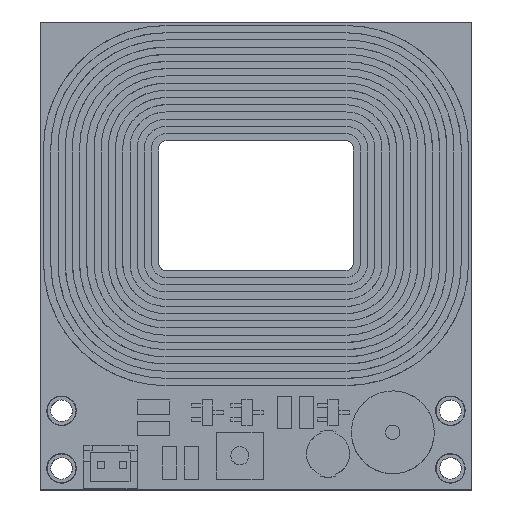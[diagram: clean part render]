
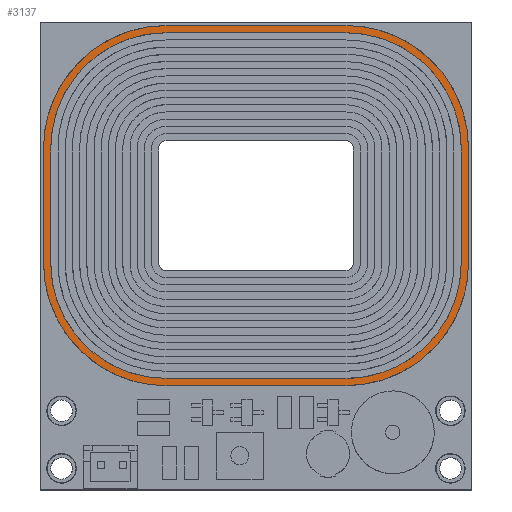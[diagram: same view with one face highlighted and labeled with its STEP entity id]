
A CAD part, top view. The second image highlights one B-rep face of the part: STEP entity #3137.
In plain terms, the highlighted free-form (B-spline) face has degree [1, 1] with [2, 2] control points.
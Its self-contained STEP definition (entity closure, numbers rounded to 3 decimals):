
#2310 = VERTEX_POINT('',#2311);
#2311 = CARTESIAN_POINT('',(24.142,21.383,
    2.207));
#2316 = EDGE_CURVE('',#2310,#2317,#2319,.T.);
#2317 = VERTEX_POINT('',#2318);
#2318 = CARTESIAN_POINT('',(2.069,43.456,2.207
    ));
#2319 = ( BOUNDED_CURVE() B_SPLINE_CURVE(2,(#2320,#2321,#2322),
.UNSPECIFIED.,.F.,.F.) B_SPLINE_CURVE_WITH_KNOTS((3,3),(4.712,
6.283),.PIECEWISE_BEZIER_KNOTS.) CURVE() 
GEOMETRIC_REPRESENTATION_ITEM() RATIONAL_B_SPLINE_CURVE((1.,
0.707,1.)) REPRESENTATION_ITEM('') );
#2320 = CARTESIAN_POINT('',(24.142,21.383,
    2.207));
#2321 = CARTESIAN_POINT('',(2.069,21.383,
    2.207));
#2322 = CARTESIAN_POINT('',(2.069,43.456,2.207
    ));
#2411 = VERTEX_POINT('',#2412);
#2412 = CARTESIAN_POINT('',(2.069,65.529,
    2.207));
#2417 = EDGE_CURVE('',#2317,#2411,#2418,.T.);
#2418 = B_SPLINE_CURVE_WITH_KNOTS('',1,(#2419,#2420),.UNSPECIFIED.,.F.,
  .F.,(2,2),(0.,16.),.PIECEWISE_BEZIER_KNOTS.);
#2419 = CARTESIAN_POINT('',(2.069,43.456,2.207
    ));
#2420 = CARTESIAN_POINT('',(2.069,65.529,
    2.207));
#2496 = EDGE_CURVE('',#2411,#2497,#2499,.T.);
#2497 = VERTEX_POINT('',#2498);
#2498 = CARTESIAN_POINT('',(24.142,87.602,
    2.207));
#2499 = ( BOUNDED_CURVE() B_SPLINE_CURVE(2,(#2500,#2501,#2502),
.UNSPECIFIED.,.F.,.F.) B_SPLINE_CURVE_WITH_KNOTS((3,3),(4.712,
6.283),.PIECEWISE_BEZIER_KNOTS.) CURVE() 
GEOMETRIC_REPRESENTATION_ITEM() RATIONAL_B_SPLINE_CURVE((1.,
0.707,1.)) REPRESENTATION_ITEM('') );
#2500 = CARTESIAN_POINT('',(2.069,65.529,
    2.207));
#2501 = CARTESIAN_POINT('',(2.069,87.602,
    2.207));
#2502 = CARTESIAN_POINT('',(24.142,87.602,
    2.207));
#2555 = VERTEX_POINT('',#2556);
#2556 = CARTESIAN_POINT('',(58.631,87.602,
    2.207));
#2561 = EDGE_CURVE('',#2497,#2555,#2562,.T.);
#2562 = B_SPLINE_CURVE_WITH_KNOTS('',1,(#2563,#2564),.UNSPECIFIED.,.F.,
  .F.,(2,2),(0.,25.),.PIECEWISE_BEZIER_KNOTS.);
#2563 = CARTESIAN_POINT('',(24.142,87.602,
    2.207));
#2564 = CARTESIAN_POINT('',(58.631,87.602,
    2.207));
#2677 = VERTEX_POINT('',#2678);
#2678 = CARTESIAN_POINT('',(24.142,20.004,
    2.207));
#2683 = EDGE_CURVE('',#2684,#2677,#2686,.T.);
#2684 = VERTEX_POINT('',#2685);
#2685 = CARTESIAN_POINT('',(0.69,43.456,2.207
    ));
#2686 = ( BOUNDED_CURVE() B_SPLINE_CURVE(2,(#2687,#2688,#2689),
.UNSPECIFIED.,.F.,.F.) B_SPLINE_CURVE_WITH_KNOTS((3,3),(0.,
1.571),.PIECEWISE_BEZIER_KNOTS.) CURVE() 
GEOMETRIC_REPRESENTATION_ITEM() RATIONAL_B_SPLINE_CURVE((1.,
0.707,1.)) REPRESENTATION_ITEM('') );
#2687 = CARTESIAN_POINT('',(0.69,43.456,2.207
    ));
#2688 = CARTESIAN_POINT('',(0.69,20.004,
    2.207));
#2689 = CARTESIAN_POINT('',(24.142,20.004,
    2.207));
#2764 = VERTEX_POINT('',#2765);
#2765 = CARTESIAN_POINT('',(58.631,20.004,
    2.207));
#2770 = EDGE_CURVE('',#2677,#2764,#2771,.T.);
#2771 = B_SPLINE_CURVE_WITH_KNOTS('',1,(#2772,#2773),.UNSPECIFIED.,.F.,
  .F.,(2,2),(-25.,0.),.PIECEWISE_BEZIER_KNOTS.);
#2772 = CARTESIAN_POINT('',(24.142,20.004,
    2.207));
#2773 = CARTESIAN_POINT('',(58.631,20.004,
    2.207));
#2850 = VERTEX_POINT('',#2851);
#2851 = CARTESIAN_POINT('',(82.084,43.456,
    2.207));
#2856 = EDGE_CURVE('',#2764,#2850,#2857,.T.);
#2857 = ( BOUNDED_CURVE() B_SPLINE_CURVE(2,(#2858,#2859,#2860),
.UNSPECIFIED.,.F.,.F.) B_SPLINE_CURVE_WITH_KNOTS((3,3),(0.,
1.571),.PIECEWISE_BEZIER_KNOTS.) CURVE() 
GEOMETRIC_REPRESENTATION_ITEM() RATIONAL_B_SPLINE_CURVE((1.,
0.707,1.)) REPRESENTATION_ITEM('') );
#2858 = CARTESIAN_POINT('',(58.631,20.004,
    2.207));
#2859 = CARTESIAN_POINT('',(82.084,20.004,
    2.207));
#2860 = CARTESIAN_POINT('',(82.084,43.456,
    2.207));
#2895 = VERTEX_POINT('',#2896);
#2896 = CARTESIAN_POINT('',(82.084,65.529,
    2.207));
#2901 = EDGE_CURVE('',#2850,#2895,#2902,.T.);
#2902 = B_SPLINE_CURVE_WITH_KNOTS('',1,(#2903,#2904),.UNSPECIFIED.,.F.,
  .F.,(2,2),(-16.,0.),.PIECEWISE_BEZIER_KNOTS.);
#2903 = CARTESIAN_POINT('',(82.084,43.456,
    2.207));
#2904 = CARTESIAN_POINT('',(82.084,65.529,
    2.207));
#2949 = EDGE_CURVE('',#2950,#2310,#2952,.T.);
#2950 = VERTEX_POINT('',#2951);
#2951 = CARTESIAN_POINT('',(58.631,21.383,
    2.207));
#2952 = B_SPLINE_CURVE_WITH_KNOTS('',1,(#2953,#2954),.UNSPECIFIED.,.F.,
  .F.,(2,2),(0.,25.),.PIECEWISE_BEZIER_KNOTS.);
#2953 = CARTESIAN_POINT('',(58.631,21.383,
    2.207));
#2954 = CARTESIAN_POINT('',(24.142,21.383,
    2.207));
#2972 = VERTEX_POINT('',#2973);
#2973 = CARTESIAN_POINT('',(80.704,43.456,
    2.207));
#2978 = EDGE_CURVE('',#2972,#2950,#2979,.T.);
#2979 = ( BOUNDED_CURVE() B_SPLINE_CURVE(2,(#2980,#2981,#2982),
.UNSPECIFIED.,.F.,.F.) B_SPLINE_CURVE_WITH_KNOTS((3,3),(4.712,
6.283),.PIECEWISE_BEZIER_KNOTS.) CURVE() 
GEOMETRIC_REPRESENTATION_ITEM() RATIONAL_B_SPLINE_CURVE((1.,
0.707,1.)) REPRESENTATION_ITEM('') );
#2980 = CARTESIAN_POINT('',(80.704,43.456,
    2.207));
#2981 = CARTESIAN_POINT('',(80.704,21.383,
    2.207));
#2982 = CARTESIAN_POINT('',(58.631,21.383,
    2.207));
#3009 = EDGE_CURVE('',#3010,#2972,#3012,.T.);
#3010 = VERTEX_POINT('',#3011);
#3011 = CARTESIAN_POINT('',(80.704,65.529,
    2.207));
#3012 = B_SPLINE_CURVE_WITH_KNOTS('',1,(#3013,#3014),.UNSPECIFIED.,.F.,
  .F.,(2,2),(0.,16.),.PIECEWISE_BEZIER_KNOTS.);
#3013 = CARTESIAN_POINT('',(80.704,65.529,
    2.207));
#3014 = CARTESIAN_POINT('',(80.704,43.456,
    2.207));
#3030 = EDGE_CURVE('',#2555,#3010,#3031,.T.);
#3031 = ( BOUNDED_CURVE() B_SPLINE_CURVE(2,(#3032,#3033,#3034),
.UNSPECIFIED.,.F.,.F.) B_SPLINE_CURVE_WITH_KNOTS((3,3),(4.712,
6.283),.PIECEWISE_BEZIER_KNOTS.) CURVE() 
GEOMETRIC_REPRESENTATION_ITEM() RATIONAL_B_SPLINE_CURVE((1.,
0.707,1.)) REPRESENTATION_ITEM('') );
#3032 = CARTESIAN_POINT('',(58.631,87.602,
    2.207));
#3033 = CARTESIAN_POINT('',(80.704,87.602,
    2.207));
#3034 = CARTESIAN_POINT('',(80.704,65.529,
    2.207));
#3055 = EDGE_CURVE('',#3056,#2684,#3058,.T.);
#3056 = VERTEX_POINT('',#3057);
#3057 = CARTESIAN_POINT('',(0.69,65.529,
    2.207));
#3058 = B_SPLINE_CURVE_WITH_KNOTS('',1,(#3059,#3060),.UNSPECIFIED.,.F.,
  .F.,(2,2),(-16.,0.),.PIECEWISE_BEZIER_KNOTS.);
#3059 = CARTESIAN_POINT('',(0.69,65.529,
    2.207));
#3060 = CARTESIAN_POINT('',(0.69,43.456,2.207
    ));
#3077 = EDGE_CURVE('',#3078,#3056,#3080,.T.);
#3078 = VERTEX_POINT('',#3079);
#3079 = CARTESIAN_POINT('',(24.142,88.981,
    2.207));
#3080 = ( BOUNDED_CURVE() B_SPLINE_CURVE(2,(#3081,#3082,#3083),
.UNSPECIFIED.,.F.,.F.) B_SPLINE_CURVE_WITH_KNOTS((3,3),(0.,
1.571),.PIECEWISE_BEZIER_KNOTS.) CURVE() 
GEOMETRIC_REPRESENTATION_ITEM() RATIONAL_B_SPLINE_CURVE((1.,
0.707,1.)) REPRESENTATION_ITEM('') );
#3081 = CARTESIAN_POINT('',(24.142,88.981,
    2.207));
#3082 = CARTESIAN_POINT('',(0.69,88.981,
    2.207));
#3083 = CARTESIAN_POINT('',(0.69,65.529,
    2.207));
#3102 = EDGE_CURVE('',#3103,#3078,#3105,.T.);
#3103 = VERTEX_POINT('',#3104);
#3104 = CARTESIAN_POINT('',(58.631,88.981,
    2.207));
#3105 = B_SPLINE_CURVE_WITH_KNOTS('',1,(#3106,#3107),.UNSPECIFIED.,.F.,
  .F.,(2,2),(-25.,0.),.PIECEWISE_BEZIER_KNOTS.);
#3106 = CARTESIAN_POINT('',(58.631,88.981,
    2.207));
#3107 = CARTESIAN_POINT('',(24.142,88.981,
    2.207));
#3124 = EDGE_CURVE('',#2895,#3103,#3125,.T.);
#3125 = ( BOUNDED_CURVE() B_SPLINE_CURVE(2,(#3126,#3127,#3128),
.UNSPECIFIED.,.F.,.F.) B_SPLINE_CURVE_WITH_KNOTS((3,3),(0.,
1.571),.PIECEWISE_BEZIER_KNOTS.) CURVE() 
GEOMETRIC_REPRESENTATION_ITEM() RATIONAL_B_SPLINE_CURVE((1.,
0.707,1.)) REPRESENTATION_ITEM('') );
#3126 = CARTESIAN_POINT('',(82.084,65.529,
    2.207));
#3127 = CARTESIAN_POINT('',(82.084,88.981,
    2.207));
#3128 = CARTESIAN_POINT('',(58.631,88.981,
    2.207));
#3137 = ADVANCED_FACE('',(#3138,#3148),#3158,.T.);
#3138 = FACE_BOUND('',#3139,.T.);
#3139 = EDGE_LOOP('',(#3140,#3141,#3142,#3143,#3144,#3145,#3146,#3147));
#3140 = ORIENTED_EDGE('',*,*,#3124,.T.);
#3141 = ORIENTED_EDGE('',*,*,#3102,.T.);
#3142 = ORIENTED_EDGE('',*,*,#3077,.T.);
#3143 = ORIENTED_EDGE('',*,*,#3055,.T.);
#3144 = ORIENTED_EDGE('',*,*,#2683,.T.);
#3145 = ORIENTED_EDGE('',*,*,#2770,.T.);
#3146 = ORIENTED_EDGE('',*,*,#2856,.T.);
#3147 = ORIENTED_EDGE('',*,*,#2901,.T.);
#3148 = FACE_BOUND('',#3149,.T.);
#3149 = EDGE_LOOP('',(#3150,#3151,#3152,#3153,#3154,#3155,#3156,#3157));
#3150 = ORIENTED_EDGE('',*,*,#3030,.T.);
#3151 = ORIENTED_EDGE('',*,*,#3009,.T.);
#3152 = ORIENTED_EDGE('',*,*,#2978,.T.);
#3153 = ORIENTED_EDGE('',*,*,#2949,.T.);
#3154 = ORIENTED_EDGE('',*,*,#2316,.T.);
#3155 = ORIENTED_EDGE('',*,*,#2417,.T.);
#3156 = ORIENTED_EDGE('',*,*,#2496,.T.);
#3157 = ORIENTED_EDGE('',*,*,#2561,.T.);
#3158 = B_SPLINE_SURFACE_WITH_KNOTS('',1,1,(
    (#3159,#3160)
    ,(#3161,#3162
    )),.UNSPECIFIED.,.F.,.F.,.F.,(2,2),(2,2),(-29.5,29.5),(-25.,25.),
  .PIECEWISE_BEZIER_KNOTS.);
#3159 = CARTESIAN_POINT('',(82.084,88.981,
    2.207));
#3160 = CARTESIAN_POINT('',(82.084,20.004,
    2.207));
#3161 = CARTESIAN_POINT('',(0.69,88.981,
    2.207));
#3162 = CARTESIAN_POINT('',(0.69,20.004,
    2.207));
